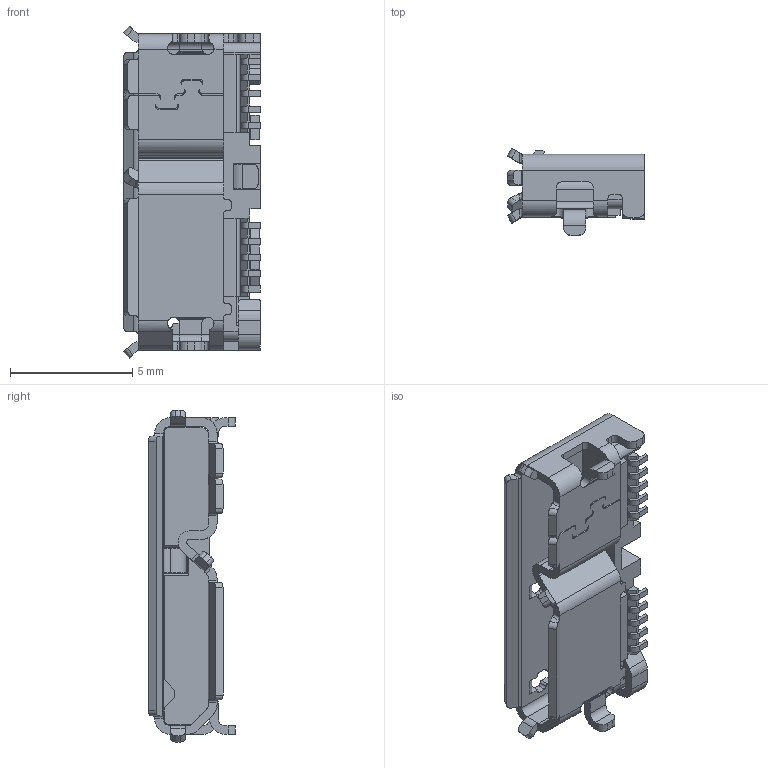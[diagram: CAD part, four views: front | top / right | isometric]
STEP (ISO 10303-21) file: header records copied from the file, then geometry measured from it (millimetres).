
FILE_DESCRIPTION(('HOOPS Exchange Step'),'2;1');
FILE_NAME('temp_export','2022-11-30T21:21:49+08:00',('mobile'),('Shapr3D Limited'),'HOOPS Exchange 2022.1','Shapr3D','Authorized');
FILE_SCHEMA( ('AUTOMOTIVE_DESIGN { 1 0 10303 214 1 1 1 1 }') );
Length unit declared in the file: millimetre
Products named in the file (2): temp_import.stp; root
Assembly tree (1 placements, depth 2):
  root
    temp_import.stp
Bounding box: 5.6 x 3.55 x 13.57 mm (x, y, z)
Volume: 73.7 mm3; surface area: 396.8 mm2
Topology: 1 solids, 1 shells, 543 faces, 1609 edges, 1040 vertices
Faces by surface type: plane 342, cylinder 197, bspline 4
Entity records: 19459 total; most frequent: CARTESIAN_POINT 4626, ORIENTED_EDGE 3210, DIRECTION 2923, EDGE_CURVE 1605, VECTOR 1141, LINE 1141, VERTEX_POINT 1040, AXIS2_PLACEMENT_3D 891
